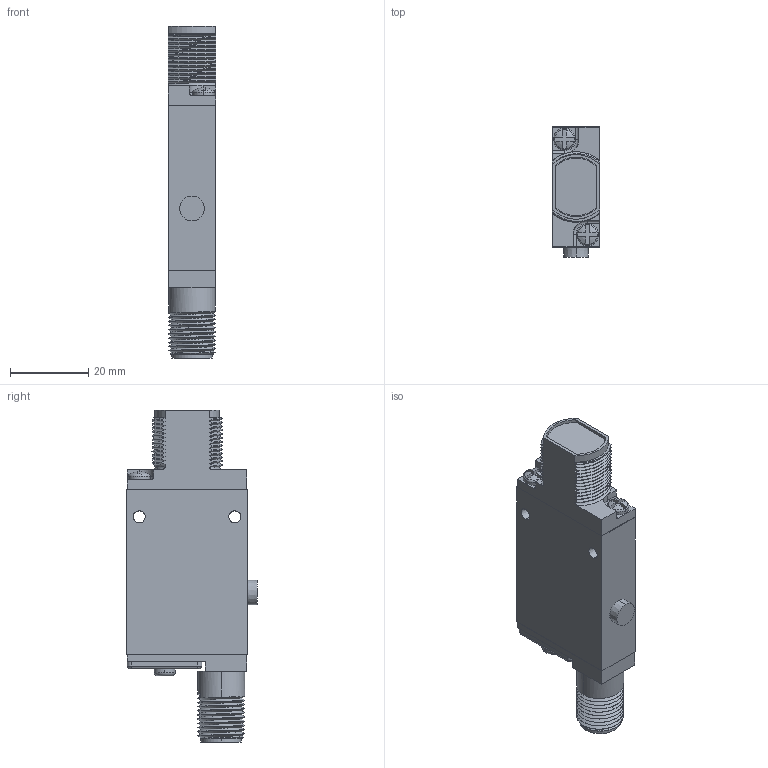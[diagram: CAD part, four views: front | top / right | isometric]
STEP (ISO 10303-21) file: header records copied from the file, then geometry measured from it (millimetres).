
FILE_DESCRIPTION((''),'2;1');
FILE_NAME('154476_SM01_ASM','2025-09-17T09:46:23',('banengservice'),('BANNER ENGINEERING'),'CREO PARAMETRIC BY PTC INC, 2022414','CREO PARAMETRIC BY PTC INC, 2022414','');
FILE_SCHEMA(('CONFIG_CONTROL_DESIGN'));
Length unit declared in the file: millimetre
Products named in the file (2): 154476_EP01; 154476_SM01_ASM
Assembly tree (1 placements, depth 2):
  154476_SM01_ASM
    154476_EP01
Bounding box: 12.09 x 33.32 x 84.82 mm (x, y, z)
Volume: 22845.3 mm3; surface area: 8135.6 mm2
Topology: 1 solids, 1 shells, 312 faces, 847 edges, 550 vertices
Faces by surface type: bspline 102, cylinder 91, plane 86, cone 15, torus 10, sphere 8
Entity records: 19759 total; most frequent: CARTESIAN_POINT 12566, ORIENTED_EDGE 1694, DIRECTION 1159, EDGE_CURVE 847, VERTEX_POINT 550, AXIS2_PLACEMENT_3D 400, VECTOR 359, LINE 359
